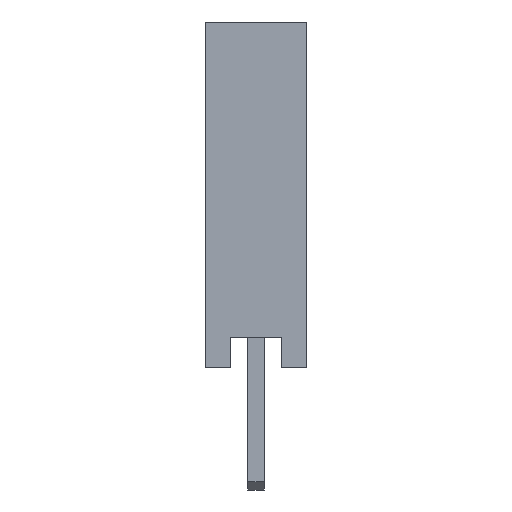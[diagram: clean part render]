
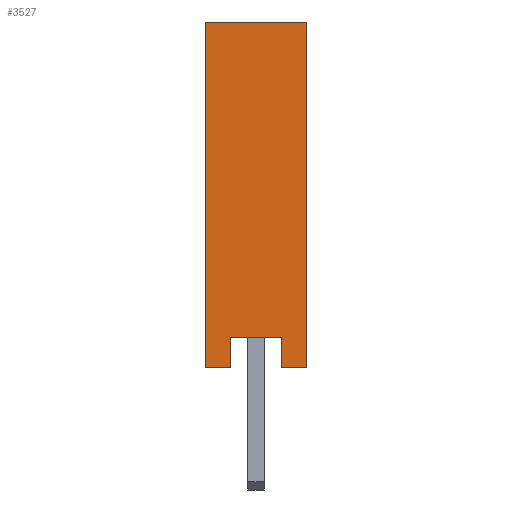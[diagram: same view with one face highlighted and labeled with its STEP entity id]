
A CAD part, front view. The second image highlights one B-rep face of the part: STEP entity #3527.
In plain terms, the highlighted planar face has unit normal (0, -1, 0).
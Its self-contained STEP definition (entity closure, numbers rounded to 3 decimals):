
#71=FACE_OUTER_BOUND('',#288,.T.);
#288=EDGE_LOOP('',(#2381,#2382,#2383,#2384,#2385,#2386,#2387,#2388));
#531=LINE('',#4981,#1027);
#535=LINE('',#4992,#1031);
#536=LINE('',#4994,#1032);
#537=LINE('',#4996,#1033);
#538=LINE('',#4998,#1034);
#539=LINE('',#4999,#1035);
#540=LINE('',#5001,#1036);
#541=LINE('',#5002,#1037);
#1027=VECTOR('',#4040,10.);
#1031=VECTOR('',#4052,10.);
#1032=VECTOR('',#4053,10.);
#1033=VECTOR('',#4054,10.);
#1034=VECTOR('',#4055,10.);
#1035=VECTOR('',#4056,10.);
#1036=VECTOR('',#4057,10.);
#1037=VECTOR('',#4058,10.);
#1508=VERTEX_POINT('',#4974);
#1511=VERTEX_POINT('',#4979);
#1513=VERTEX_POINT('',#4990);
#1514=VERTEX_POINT('',#4991);
#1515=VERTEX_POINT('',#4993);
#1516=VERTEX_POINT('',#4995);
#1517=VERTEX_POINT('',#4997);
#1518=VERTEX_POINT('',#5000);
#1843=EDGE_CURVE('',#1508,#1511,#531,.T.);
#1847=EDGE_CURVE('',#1513,#1514,#535,.T.);
#1848=EDGE_CURVE('',#1514,#1515,#536,.T.);
#1849=EDGE_CURVE('',#1515,#1516,#537,.T.);
#1850=EDGE_CURVE('',#1516,#1517,#538,.T.);
#1851=EDGE_CURVE('',#1517,#1508,#539,.T.);
#1852=EDGE_CURVE('',#1511,#1518,#540,.T.);
#1853=EDGE_CURVE('',#1518,#1513,#541,.T.);
#2381=ORIENTED_EDGE('',*,*,#1847,.T.);
#2382=ORIENTED_EDGE('',*,*,#1848,.T.);
#2383=ORIENTED_EDGE('',*,*,#1849,.T.);
#2384=ORIENTED_EDGE('',*,*,#1850,.T.);
#2385=ORIENTED_EDGE('',*,*,#1851,.T.);
#2386=ORIENTED_EDGE('',*,*,#1843,.T.);
#2387=ORIENTED_EDGE('',*,*,#1852,.T.);
#2388=ORIENTED_EDGE('',*,*,#1853,.T.);
#3311=PLANE('',#3772);
#3527=ADVANCED_FACE('',(#71),#3311,.T.);
#3772=AXIS2_PLACEMENT_3D('',#4989,#4050,#4051);
#4040=DIRECTION('',(-1.,0.,0.));
#4050=DIRECTION('center_axis',(0.,-1.,0.));
#4051=DIRECTION('ref_axis',(0.,0.,-1.));
#4052=DIRECTION('',(0.,0.,1.));
#4053=DIRECTION('',(1.,0.,0.));
#4054=DIRECTION('',(0.,0.,-1.));
#4055=DIRECTION('',(1.,0.,0.));
#4056=DIRECTION('',(0.,0.,1.));
#4057=DIRECTION('',(0.,0.,-1.));
#4058=DIRECTION('',(1.,0.,0.));
#4974=CARTESIAN_POINT('',(1.25,-10.16,8.5));
#4979=CARTESIAN_POINT('',(-1.25,-10.16,8.5));
#4981=CARTESIAN_POINT('',(-1.25,-10.16,8.5));
#4989=CARTESIAN_POINT('Origin',(0.,-10.16,4.25));
#4990=CARTESIAN_POINT('',(-0.625,-10.16,0.));
#4991=CARTESIAN_POINT('',(-0.625,-10.16,0.75));
#4992=CARTESIAN_POINT('',(-0.625,-10.16,0.75));
#4993=CARTESIAN_POINT('',(0.625,-10.16,0.75));
#4994=CARTESIAN_POINT('',(0.625,-10.16,0.75));
#4995=CARTESIAN_POINT('',(0.625,-10.16,0.));
#4996=CARTESIAN_POINT('',(0.625,-10.16,0.));
#4997=CARTESIAN_POINT('',(1.25,-10.16,0.));
#4998=CARTESIAN_POINT('',(1.25,-10.16,0.));
#4999=CARTESIAN_POINT('',(1.25,-10.16,8.5));
#5000=CARTESIAN_POINT('',(-1.25,-10.16,0.));
#5001=CARTESIAN_POINT('',(-1.25,-10.16,0.));
#5002=CARTESIAN_POINT('',(-0.625,-10.16,0.));
